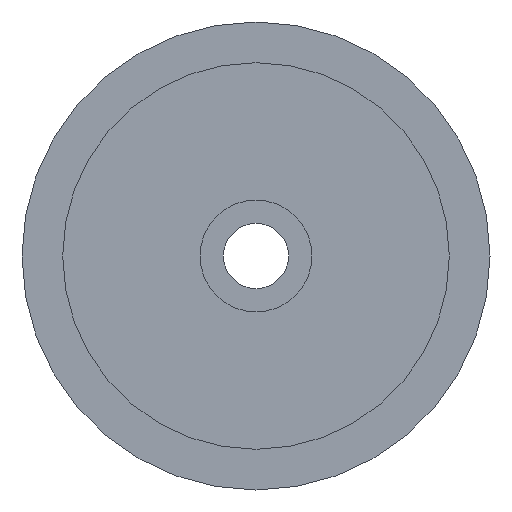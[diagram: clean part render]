
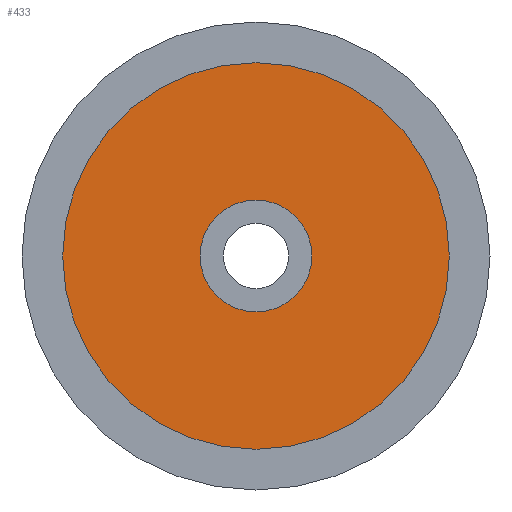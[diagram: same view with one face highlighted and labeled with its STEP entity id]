
A CAD part, left-side view. The second image highlights one B-rep face of the part: STEP entity #433.
In plain terms, the highlighted planar face has unit normal (-1, 0, 0).
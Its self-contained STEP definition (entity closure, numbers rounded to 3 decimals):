
#18 = ORIENTED_EDGE ( 'NONE', *, *, #458, .F. ) ;
#43 = CIRCLE ( 'NONE', #387, 95. ) ;
#82 = DIRECTION ( 'NONE',  ( -1., 0., 0. ) ) ;
#107 = AXIS2_PLACEMENT_3D ( 'NONE', #244, #82, #380 ) ;
#128 = DIRECTION ( 'NONE',  ( 0., 0., -1. ) ) ;
#232 = CARTESIAN_POINT ( 'NONE',  ( 5., 0., 0. ) ) ;
#236 = FACE_OUTER_BOUND ( 'NONE', #466, .T. ) ;
#242 = VERTEX_POINT ( 'NONE', #386 ) ;
#244 = CARTESIAN_POINT ( 'NONE',  ( 5., 0., 0. ) ) ;
#247 = EDGE_CURVE ( 'NONE', #242, #242, #43, .T. ) ;
#273 = FACE_BOUND ( 'NONE', #406, .T. ) ;
#278 = CARTESIAN_POINT ( 'NONE',  ( 5., 27.5, 0. ) ) ;
#291 = CARTESIAN_POINT ( 'NONE',  ( 5., 0., 27.5 ) ) ;
#317 = DIRECTION ( 'NONE',  ( 1., 0., 0. ) ) ;
#329 = VERTEX_POINT ( 'NONE', #291 ) ;
#375 = DIRECTION ( 'NONE',  ( -1., 0., 0. ) ) ;
#380 = DIRECTION ( 'NONE',  ( 0., 0., 1. ) ) ;
#386 = CARTESIAN_POINT ( 'NONE',  ( 5., 0., 95. ) ) ;
#387 = AXIS2_PLACEMENT_3D ( 'NONE', #232, #375, #450 ) ;
#406 = EDGE_LOOP ( 'NONE', ( #18 ) ) ;
#433 = ADVANCED_FACE ( 'NONE', ( #273, #236 ), #456, .F. ) ;
#450 = DIRECTION ( 'NONE',  ( 0., 0., 1. ) ) ;
#456 = PLANE ( 'NONE',  #465 ) ;
#458 = EDGE_CURVE ( 'NONE', #329, #329, #479, .T. ) ;
#465 = AXIS2_PLACEMENT_3D ( 'NONE', #278, #317, #128 ) ;
#466 = EDGE_LOOP ( 'NONE', ( #469 ) ) ;
#469 = ORIENTED_EDGE ( 'NONE', *, *, #247, .T. ) ;
#479 = CIRCLE ( 'NONE', #107, 27.5 ) ;
